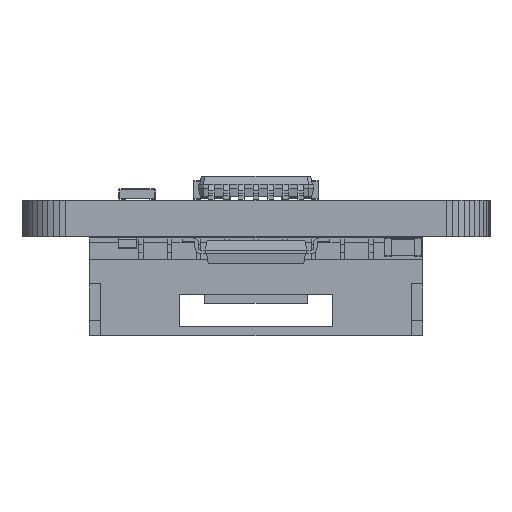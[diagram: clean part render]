
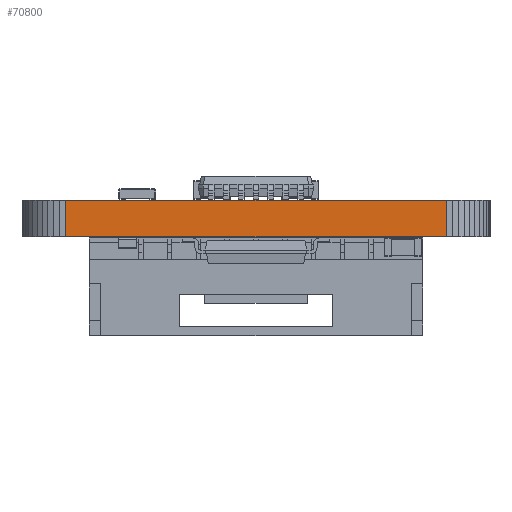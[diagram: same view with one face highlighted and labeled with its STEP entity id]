
A CAD part, front view. The second image highlights one B-rep face of the part: STEP entity #70800.
In plain terms, the highlighted planar face has unit normal (0, -1, 0).
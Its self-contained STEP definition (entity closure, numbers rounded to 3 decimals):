
#67053 = PLANE('',#67054);
#67054 = AXIS2_PLACEMENT_3D('',#67055,#67056,#67057);
#67055 = CARTESIAN_POINT('',(148.59,-101.537,1.58));
#67056 = DIRECTION('',(-0.,-0.,-1.));
#67057 = DIRECTION('',(-1.,0.,0.));
#67107 = PLANE('',#67108);
#67108 = AXIS2_PLACEMENT_3D('',#67109,#67110,#67111);
#67109 = CARTESIAN_POINT('',(148.59,-101.537,0.));
#67110 = DIRECTION('',(-0.,-0.,-1.));
#67111 = DIRECTION('',(-1.,0.,0.));
#67804 = VERTEX_POINT('',#67805);
#67805 = CARTESIAN_POINT('',(156.845,-112.903,0.));
#67819 = PLANE('',#67820);
#67820 = AXIS2_PLACEMENT_3D('',#67821,#67822,#67823);
#67821 = CARTESIAN_POINT('',(157.116,-112.884,0.));
#67822 = DIRECTION('',(0.071,-0.997,0.));
#67823 = DIRECTION('',(-0.997,-0.071,0.));
#67831 = EDGE_CURVE('',#67804,#67832,#67834,.T.);
#67832 = VERTEX_POINT('',#67833);
#67833 = CARTESIAN_POINT('',(140.335,-112.903,0.));
#67834 = SURFACE_CURVE('',#67835,(#67839,#67846),.PCURVE_S1.);
#67835 = LINE('',#67836,#67837);
#67836 = CARTESIAN_POINT('',(156.845,-112.903,0.));
#67837 = VECTOR('',#67838,1.);
#67838 = DIRECTION('',(-1.,0.,0.));
#67839 = PCURVE('',#67107,#67840);
#67840 = DEFINITIONAL_REPRESENTATION('',(#67841),#67845);
#67841 = LINE('',#67842,#67843);
#67842 = CARTESIAN_POINT('',(-8.255,-11.367));
#67843 = VECTOR('',#67844,1.);
#67844 = DIRECTION('',(1.,0.));
#67845 = ( GEOMETRIC_REPRESENTATION_CONTEXT(2) 
PARAMETRIC_REPRESENTATION_CONTEXT() REPRESENTATION_CONTEXT('2D SPACE',''
  ) );
#67846 = PCURVE('',#67847,#67852);
#67847 = PLANE('',#67848);
#67848 = AXIS2_PLACEMENT_3D('',#67849,#67850,#67851);
#67849 = CARTESIAN_POINT('',(156.845,-112.903,0.));
#67850 = DIRECTION('',(0.,-1.,0.));
#67851 = DIRECTION('',(-1.,0.,0.));
#67852 = DEFINITIONAL_REPRESENTATION('',(#67853),#67857);
#67853 = LINE('',#67854,#67855);
#67854 = CARTESIAN_POINT('',(0.,-0.));
#67855 = VECTOR('',#67856,1.);
#67856 = DIRECTION('',(1.,0.));
#67857 = ( GEOMETRIC_REPRESENTATION_CONTEXT(2) 
PARAMETRIC_REPRESENTATION_CONTEXT() REPRESENTATION_CONTEXT('2D SPACE',''
  ) );
#67875 = PLANE('',#67876);
#67876 = AXIS2_PLACEMENT_3D('',#67877,#67878,#67879);
#67877 = CARTESIAN_POINT('',(140.335,-112.903,0.));
#67878 = DIRECTION('',(-0.071,-0.997,0.));
#67879 = DIRECTION('',(-0.997,0.071,0.));
#69038 = VERTEX_POINT('',#69039);
#69039 = CARTESIAN_POINT('',(156.845,-112.903,1.58));
#69060 = EDGE_CURVE('',#69038,#69061,#69063,.T.);
#69061 = VERTEX_POINT('',#69062);
#69062 = CARTESIAN_POINT('',(140.335,-112.903,1.58));
#69063 = SURFACE_CURVE('',#69064,(#69068,#69075),.PCURVE_S1.);
#69064 = LINE('',#69065,#69066);
#69065 = CARTESIAN_POINT('',(156.845,-112.903,1.58));
#69066 = VECTOR('',#69067,1.);
#69067 = DIRECTION('',(-1.,0.,0.));
#69068 = PCURVE('',#67053,#69069);
#69069 = DEFINITIONAL_REPRESENTATION('',(#69070),#69074);
#69070 = LINE('',#69071,#69072);
#69071 = CARTESIAN_POINT('',(-8.255,-11.367));
#69072 = VECTOR('',#69073,1.);
#69073 = DIRECTION('',(1.,0.));
#69074 = ( GEOMETRIC_REPRESENTATION_CONTEXT(2) 
PARAMETRIC_REPRESENTATION_CONTEXT() REPRESENTATION_CONTEXT('2D SPACE',''
  ) );
#69075 = PCURVE('',#67847,#69076);
#69076 = DEFINITIONAL_REPRESENTATION('',(#69077),#69081);
#69077 = LINE('',#69078,#69079);
#69078 = CARTESIAN_POINT('',(0.,-1.58));
#69079 = VECTOR('',#69080,1.);
#69080 = DIRECTION('',(1.,0.));
#69081 = ( GEOMETRIC_REPRESENTATION_CONTEXT(2) 
PARAMETRIC_REPRESENTATION_CONTEXT() REPRESENTATION_CONTEXT('2D SPACE',''
  ) );
#70752 = EDGE_CURVE('',#67804,#69038,#70753,.T.);
#70753 = SURFACE_CURVE('',#70754,(#70758,#70765),.PCURVE_S1.);
#70754 = LINE('',#70755,#70756);
#70755 = CARTESIAN_POINT('',(156.845,-112.903,0.));
#70756 = VECTOR('',#70757,1.);
#70757 = DIRECTION('',(0.,0.,1.));
#70758 = PCURVE('',#67819,#70759);
#70759 = DEFINITIONAL_REPRESENTATION('',(#70760),#70764);
#70760 = LINE('',#70761,#70762);
#70761 = CARTESIAN_POINT('',(0.272,0.));
#70762 = VECTOR('',#70763,1.);
#70763 = DIRECTION('',(0.,-1.));
#70764 = ( GEOMETRIC_REPRESENTATION_CONTEXT(2) 
PARAMETRIC_REPRESENTATION_CONTEXT() REPRESENTATION_CONTEXT('2D SPACE',''
  ) );
#70765 = PCURVE('',#67847,#70766);
#70766 = DEFINITIONAL_REPRESENTATION('',(#70767),#70771);
#70767 = LINE('',#70768,#70769);
#70768 = CARTESIAN_POINT('',(0.,-0.));
#70769 = VECTOR('',#70770,1.);
#70770 = DIRECTION('',(0.,-1.));
#70771 = ( GEOMETRIC_REPRESENTATION_CONTEXT(2) 
PARAMETRIC_REPRESENTATION_CONTEXT() REPRESENTATION_CONTEXT('2D SPACE',''
  ) );
#70800 = ADVANCED_FACE('',(#70801),#67847,.T.);
#70801 = FACE_BOUND('',#70802,.T.);
#70802 = EDGE_LOOP('',(#70803,#70804,#70805,#70826));
#70803 = ORIENTED_EDGE('',*,*,#70752,.T.);
#70804 = ORIENTED_EDGE('',*,*,#69060,.T.);
#70805 = ORIENTED_EDGE('',*,*,#70806,.F.);
#70806 = EDGE_CURVE('',#67832,#69061,#70807,.T.);
#70807 = SURFACE_CURVE('',#70808,(#70812,#70819),.PCURVE_S1.);
#70808 = LINE('',#70809,#70810);
#70809 = CARTESIAN_POINT('',(140.335,-112.903,0.));
#70810 = VECTOR('',#70811,1.);
#70811 = DIRECTION('',(0.,0.,1.));
#70812 = PCURVE('',#67847,#70813);
#70813 = DEFINITIONAL_REPRESENTATION('',(#70814),#70818);
#70814 = LINE('',#70815,#70816);
#70815 = CARTESIAN_POINT('',(16.51,0.));
#70816 = VECTOR('',#70817,1.);
#70817 = DIRECTION('',(0.,-1.));
#70818 = ( GEOMETRIC_REPRESENTATION_CONTEXT(2) 
PARAMETRIC_REPRESENTATION_CONTEXT() REPRESENTATION_CONTEXT('2D SPACE',''
  ) );
#70819 = PCURVE('',#67875,#70820);
#70820 = DEFINITIONAL_REPRESENTATION('',(#70821),#70825);
#70821 = LINE('',#70822,#70823);
#70822 = CARTESIAN_POINT('',(0.,0.));
#70823 = VECTOR('',#70824,1.);
#70824 = DIRECTION('',(0.,-1.));
#70825 = ( GEOMETRIC_REPRESENTATION_CONTEXT(2) 
PARAMETRIC_REPRESENTATION_CONTEXT() REPRESENTATION_CONTEXT('2D SPACE',''
  ) );
#70826 = ORIENTED_EDGE('',*,*,#67831,.F.);
